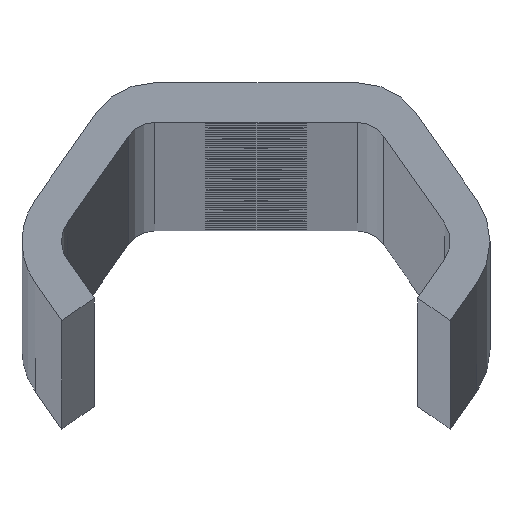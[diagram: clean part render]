
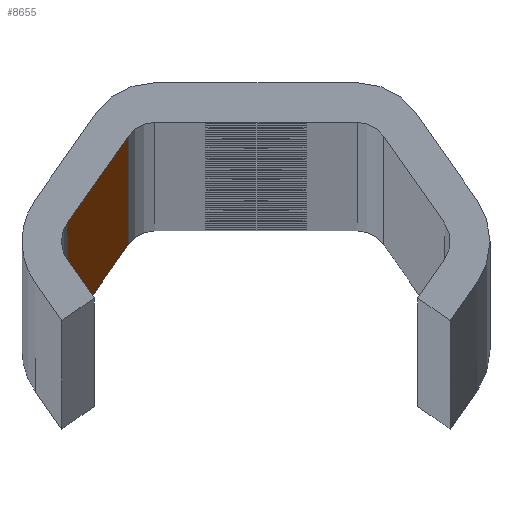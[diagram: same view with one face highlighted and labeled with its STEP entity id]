
A CAD part, top view. The second image highlights one B-rep face of the part: STEP entity #8655.
In plain terms, the highlighted planar face has unit normal (0.819, -0.574, 0).
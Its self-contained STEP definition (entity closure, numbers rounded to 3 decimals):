
#164 = VERTEX_POINT ( 'NONE', #3562 ) ;
#329 = ORIENTED_EDGE ( 'NONE', *, *, #3336, .F. ) ;
#429 = LINE ( 'NONE', #7463, #2297 ) ;
#853 = VERTEX_POINT ( 'NONE', #4903 ) ;
#871 = DIRECTION ( 'NONE',  ( 0.574, 0.819, 0. ) ) ;
#1129 = ORIENTED_EDGE ( 'NONE', *, *, #8145, .T. ) ;
#1357 = VERTEX_POINT ( 'NONE', #8779 ) ;
#1996 = CARTESIAN_POINT ( 'NONE',  ( -11.883, 1.163, 1960. ) ) ;
#1998 = VECTOR ( 'NONE', #871, 1000. ) ;
#2283 = LINE ( 'NONE', #7372, #1998 ) ;
#2297 = VECTOR ( 'NONE', #4475, 1000. ) ;
#3261 = CARTESIAN_POINT ( 'NONE',  ( -11.883, 1.163, -1960. ) ) ;
#3336 = EDGE_CURVE ( 'NONE', #853, #164, #429, .T. ) ;
#3358 = EDGE_CURVE ( 'NONE', #1357, #853, #2283, .T. ) ;
#3562 = CARTESIAN_POINT ( 'NONE',  ( -8.052, 6.635, -1960. ) ) ;
#3565 = FACE_OUTER_BOUND ( 'NONE', #8849, .T. ) ;
#3779 = EDGE_CURVE ( 'NONE', #4355, #164, #8198, .T. ) ;
#4105 = CARTESIAN_POINT ( 'NONE',  ( -11.883, 1.163, -1960. ) ) ;
#4326 = PLANE ( 'NONE',  #6471 ) ;
#4355 = VERTEX_POINT ( 'NONE', #4105 ) ;
#4475 = DIRECTION ( 'NONE',  ( 0., 0., -1. ) ) ;
#4640 = DIRECTION ( 'NONE',  ( 0.574, 0.819, 0. ) ) ;
#4903 = CARTESIAN_POINT ( 'NONE',  ( -8.052, 6.635, 1960. ) ) ;
#5077 = DIRECTION ( 'NONE',  ( -0.819, 0.574, 0. ) ) ;
#5655 = ORIENTED_EDGE ( 'NONE', *, *, #3358, .F. ) ;
#6051 = VECTOR ( 'NONE', #4640, 1000. ) ;
#6471 = AXIS2_PLACEMENT_3D ( 'NONE', #1996, #5077, #7225 ) ;
#7225 = DIRECTION ( 'NONE',  ( -0.574, -0.819, 0. ) ) ;
#7318 = ORIENTED_EDGE ( 'NONE', *, *, #3779, .T. ) ;
#7372 = CARTESIAN_POINT ( 'NONE',  ( -11.883, 1.163, 1960. ) ) ;
#7463 = CARTESIAN_POINT ( 'NONE',  ( -8.052, 6.635, 1960. ) ) ;
#7610 = CARTESIAN_POINT ( 'NONE',  ( -11.883, 1.163, 1960. ) ) ;
#8145 = EDGE_CURVE ( 'NONE', #1357, #4355, #9179, .T. ) ;
#8198 = LINE ( 'NONE', #3261, #6051 ) ;
#8320 = DIRECTION ( 'NONE',  ( 0., 0., -1. ) ) ;
#8655 = ADVANCED_FACE ( 'NONE', ( #3565 ), #4326, .F. ) ;
#8779 = CARTESIAN_POINT ( 'NONE',  ( -11.883, 1.163, 1960. ) ) ;
#8849 = EDGE_LOOP ( 'NONE', ( #7318, #329, #5655, #1129 ) ) ;
#8887 = VECTOR ( 'NONE', #8320, 1000. ) ;
#9179 = LINE ( 'NONE', #7610, #8887 ) ;
